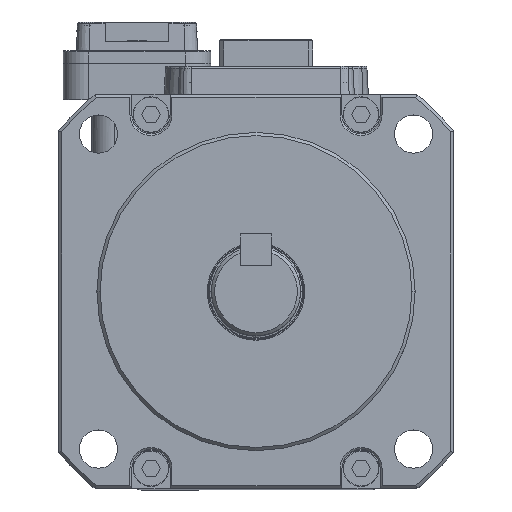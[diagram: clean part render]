
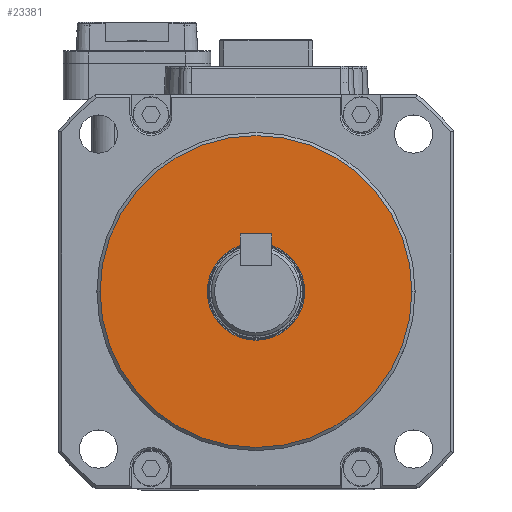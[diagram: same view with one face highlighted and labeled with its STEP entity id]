
A CAD part, top view. The second image highlights one B-rep face of the part: STEP entity #23381.
In plain terms, the highlighted planar face has unit normal (0, 0, 1).
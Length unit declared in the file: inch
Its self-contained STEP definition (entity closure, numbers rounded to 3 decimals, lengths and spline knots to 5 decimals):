
#1042 = AXIS2_PLACEMENT_3D ( 'NONE', #24247, #15533, #24869 ) ;
#2281 = DIRECTION ( 'NONE',  ( 0., 0., -1. ) ) ;
#3782 = EDGE_CURVE ( 'NONE', #29198, #10652, #13295, .T. ) ;
#4539 = DIRECTION ( 'NONE',  ( -1., 0., 0. ) ) ;
#5151 = CARTESIAN_POINT ( 'NONE',  ( -0.30118, 0., 1.77165 ) ) ;
#6871 = DIRECTION ( 'NONE',  ( 0., 0., 1. ) ) ;
#7143 = CIRCLE ( 'NONE', #37308, 0.96457 ) ;
#7901 = EDGE_LOOP ( 'NONE', ( #10627, #11032 ) ) ;
#8429 = FACE_OUTER_BOUND ( 'NONE', #7901, .T. ) ;
#8636 = ORIENTED_EDGE ( 'NONE', *, *, #24632, .T. ) ;
#9529 = CARTESIAN_POINT ( 'NONE',  ( 0.30118, 0., 1.77165 ) ) ;
#10627 = ORIENTED_EDGE ( 'NONE', *, *, #34544, .F. ) ;
#10652 = VERTEX_POINT ( 'NONE', #29395 ) ;
#11032 = ORIENTED_EDGE ( 'NONE', *, *, #3782, .F. ) ;
#13295 = CIRCLE ( 'NONE', #28007, 0.96457 ) ;
#15533 = DIRECTION ( 'NONE',  ( 0., 0., -1. ) ) ;
#20642 = AXIS2_PLACEMENT_3D ( 'NONE', #59849, #31552, #21620 ) ;
#21316 = CARTESIAN_POINT ( 'NONE',  ( 0.96457, 0., 1.77165 ) ) ;
#21620 = DIRECTION ( 'NONE',  ( -1., 0., 0. ) ) ;
#21778 = DIRECTION ( 'NONE',  ( 1., 0., 0. ) ) ;
#23381 = ADVANCED_FACE ( 'NONE', ( #30640, #8429 ), #48514, .T. ) ;
#24247 = CARTESIAN_POINT ( 'NONE',  ( 0., 0., 1.77165 ) ) ;
#24632 = EDGE_CURVE ( 'NONE', #57325, #29420, #51281, .T. ) ;
#24869 = DIRECTION ( 'NONE',  ( -1., 0., 0. ) ) ;
#28007 = AXIS2_PLACEMENT_3D ( 'NONE', #34553, #2281, #4539 ) ;
#29198 = VERTEX_POINT ( 'NONE', #21316 ) ;
#29395 = CARTESIAN_POINT ( 'NONE',  ( -0.96457, 0., 1.77165 ) ) ;
#29420 = VERTEX_POINT ( 'NONE', #5151 ) ;
#30640 = FACE_BOUND ( 'NONE', #44807, .T. ) ;
#31552 = DIRECTION ( 'NONE',  ( 0., 0., -1. ) ) ;
#34477 = DIRECTION ( 'NONE',  ( -1., 0., 0. ) ) ;
#34544 = EDGE_CURVE ( 'NONE', #10652, #29198, #7143, .T. ) ;
#34553 = CARTESIAN_POINT ( 'NONE',  ( 0., 0., 1.77165 ) ) ;
#37308 = AXIS2_PLACEMENT_3D ( 'NONE', #53890, #48575, #34477 ) ;
#44807 = EDGE_LOOP ( 'NONE', ( #59884, #8636 ) ) ;
#47616 = EDGE_CURVE ( 'NONE', #29420, #57325, #48248, .T. ) ;
#48248 = CIRCLE ( 'NONE', #1042, 0.30118 ) ;
#48514 = PLANE ( 'NONE',  #52715 ) ;
#48575 = DIRECTION ( 'NONE',  ( 0., 0., -1. ) ) ;
#51281 = CIRCLE ( 'NONE', #20642, 0.30118 ) ;
#52715 = AXIS2_PLACEMENT_3D ( 'NONE', #53233, #6871, #21778 ) ;
#53233 = CARTESIAN_POINT ( 'NONE',  ( 0., 0., 1.77165 ) ) ;
#53890 = CARTESIAN_POINT ( 'NONE',  ( 0., 0., 1.77165 ) ) ;
#57325 = VERTEX_POINT ( 'NONE', #9529 ) ;
#59849 = CARTESIAN_POINT ( 'NONE',  ( 0., 0., 1.77165 ) ) ;
#59884 = ORIENTED_EDGE ( 'NONE', *, *, #47616, .T. ) ;
